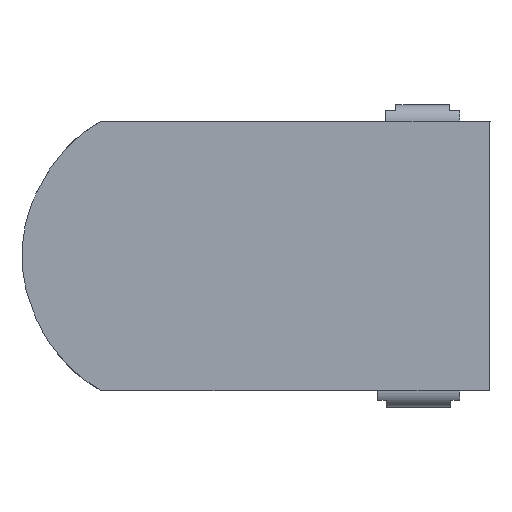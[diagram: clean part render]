
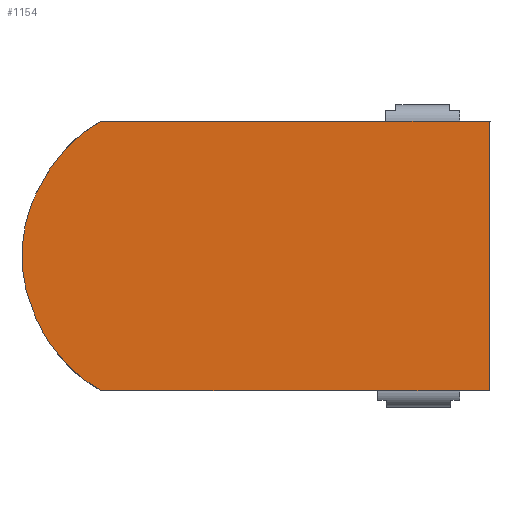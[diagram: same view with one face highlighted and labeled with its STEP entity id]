
A CAD part, left-side view. The second image highlights one B-rep face of the part: STEP entity #1154.
In plain terms, the highlighted planar face has unit normal (-1, 0, 0).
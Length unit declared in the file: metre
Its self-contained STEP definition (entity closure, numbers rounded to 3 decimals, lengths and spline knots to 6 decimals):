
#33=B_SPLINE_CURVE_WITH_KNOTS('',3,(#1762,#1763,#1764,#1765,#1766,#1767),
 .UNSPECIFIED.,.F.,.F.,(4,2,4),(0.624458,0.75,0.831422),
 .UNSPECIFIED.);
#34=B_SPLINE_CURVE_WITH_KNOTS('',3,(#1768,#1769,#1770,#1771,#1772,#1773),
 .UNSPECIFIED.,.F.,.F.,(4,2,4),(0.375542,0.5,0.6129),
 .UNSPECIFIED.);
#35=B_SPLINE_CURVE_WITH_KNOTS('',3,(#1775,#1776,#1777,#1778,#1779,#1780),
 .UNSPECIFIED.,.F.,.F.,(4,2,4),(0.168578,0.25,0.375542),
 .UNSPECIFIED.);
#47=CIRCLE('',#1230,0.020602);
#154=ORIENTED_EDGE('',*,*,#474,.T.);
#155=ORIENTED_EDGE('',*,*,#450,.T.);
#156=ORIENTED_EDGE('',*,*,#475,.F.);
#157=ORIENTED_EDGE('',*,*,#457,.F.);
#158=ORIENTED_EDGE('',*,*,#476,.F.);
#159=ORIENTED_EDGE('',*,*,#477,.F.);
#160=ORIENTED_EDGE('',*,*,#404,.T.);
#161=ORIENTED_EDGE('',*,*,#478,.T.);
#162=ORIENTED_EDGE('',*,*,#479,.T.);
#163=ORIENTED_EDGE('',*,*,#480,.F.);
#164=ORIENTED_EDGE('',*,*,#397,.T.);
#397=EDGE_CURVE('',#567,#566,#674,.T.);
#404=EDGE_CURVE('',#574,#573,#681,.T.);
#450=EDGE_CURVE('',#608,#613,#721,.T.);
#457=EDGE_CURVE('',#619,#620,#47,.T.);
#474=EDGE_CURVE('',#566,#608,#741,.T.);
#475=EDGE_CURVE('',#620,#613,#33,.T.);
#476=EDGE_CURVE('',#630,#619,#34,.T.);
#477=EDGE_CURVE('',#574,#630,#35,.T.);
#478=EDGE_CURVE('',#573,#631,#742,.T.);
#479=EDGE_CURVE('',#631,#632,#743,.T.);
#480=EDGE_CURVE('',#567,#632,#744,.T.);
#566=VERTEX_POINT('',#1589);
#567=VERTEX_POINT('',#1591);
#573=VERTEX_POINT('',#1604);
#574=VERTEX_POINT('',#1606);
#608=VERTEX_POINT('',#1698);
#613=VERTEX_POINT('',#1711);
#619=VERTEX_POINT('',#1726);
#620=VERTEX_POINT('',#1728);
#630=VERTEX_POINT('',#1774);
#631=VERTEX_POINT('',#1782);
#632=VERTEX_POINT('',#1784);
#674=LINE('',#1590,#815);
#681=LINE('',#1605,#822);
#721=LINE('',#1712,#862);
#741=LINE('',#1761,#882);
#742=LINE('',#1781,#883);
#743=LINE('',#1783,#884);
#744=LINE('',#1785,#885);
#815=VECTOR('',#1293,1.);
#822=VECTOR('',#1302,1.);
#862=VECTOR('',#1368,1.);
#882=VECTOR('',#1414,1.);
#883=VECTOR('',#1415,1.);
#884=VECTOR('',#1416,1.);
#885=VECTOR('',#1417,1.);
#973=EDGE_LOOP('',(#154,#155,#156,#157,#158,#159,#160,#161,#162,#163,#164));
#1036=FACE_BOUND('',#973,.T.);
#1097=PLANE('',#1237);
#1154=ADVANCED_FACE('',(#1036),#1097,.T.);
#1230=AXIS2_PLACEMENT_3D('',#1727,#1382,#1383);
#1237=AXIS2_PLACEMENT_3D('',#1760,#1412,#1413);
#1293=DIRECTION('',(0.,1.,0.));
#1302=DIRECTION('',(0.,-1.,0.));
#1368=DIRECTION('',(0.,1.,0.));
#1382=DIRECTION('',(1.,0.,0.));
#1383=DIRECTION('',(0.,0.924,0.382));
#1412=DIRECTION('',(-1.,0.,0.));
#1413=DIRECTION('',(0.,0.,1.));
#1414=DIRECTION('',(0.,1.,0.));
#1415=DIRECTION('',(0.,-1.,0.));
#1416=DIRECTION('',(0.,-1.,0.));
#1417=DIRECTION('',(0.,0.,-1.));
#1589=CARTESIAN_POINT('',(-0.051449,0.12893,0.109081));
#1590=CARTESIAN_POINT('',(-0.051449,0.127196,0.109081));
#1591=CARTESIAN_POINT('',(-0.051449,0.125211,0.109081));
#1604=CARTESIAN_POINT('',(-0.051448,0.13893,0.076171));
#1605=CARTESIAN_POINT('',(-0.051447,0.15563,0.076171));
#1606=CARTESIAN_POINT('',(-0.051447,0.17258,0.076171));
#1698=CARTESIAN_POINT('',(-0.051448,0.13793,0.109081));
#1711=CARTESIAN_POINT('',(-0.051447,0.17258,0.109081));
#1712=CARTESIAN_POINT('',(-0.051447,0.15513,0.109081));
#1726=CARTESIAN_POINT('',(-0.051446,0.180895,0.099541));
#1727=CARTESIAN_POINT('',(-0.051447,0.161855,0.091674));
#1728=CARTESIAN_POINT('',(-0.051446,0.180606,0.100207));
#1760=CARTESIAN_POINT('',(-0.051448,0.146908,0.092626));
#1761=CARTESIAN_POINT('',(-0.051447,0.15513,0.109081));
#1762=CARTESIAN_POINT('',(-0.051446,0.180606,0.100207));
#1763=CARTESIAN_POINT('',(-0.051446,0.179517,0.1026));
#1764=CARTESIAN_POINT('',(-0.051446,0.177986,0.104756));
#1765=CARTESIAN_POINT('',(-0.051446,0.175093,0.107527));
#1766=CARTESIAN_POINT('',(-0.051447,0.173866,0.1084));
#1767=CARTESIAN_POINT('',(-0.051447,0.17258,0.109081));
#1768=CARTESIAN_POINT('',(-0.051446,0.180606,0.085044));
#1769=CARTESIAN_POINT('',(-0.051446,0.181685,0.087416));
#1770=CARTESIAN_POINT('',(-0.051446,0.182331,0.090021));
#1771=CARTESIAN_POINT('',(-0.051446,0.182331,0.094989));
#1772=CARTESIAN_POINT('',(-0.051446,0.1818,0.097352));
#1773=CARTESIAN_POINT('',(-0.051446,0.180895,0.099541));
#1774=CARTESIAN_POINT('',(-0.051446,0.180606,0.085044));
#1775=CARTESIAN_POINT('',(-0.051447,0.17258,0.076171));
#1776=CARTESIAN_POINT('',(-0.051447,0.173866,0.076852));
#1777=CARTESIAN_POINT('',(-0.051446,0.175093,0.077724));
#1778=CARTESIAN_POINT('',(-0.051446,0.177986,0.080495));
#1779=CARTESIAN_POINT('',(-0.051446,0.179517,0.082651));
#1780=CARTESIAN_POINT('',(-0.051446,0.180606,0.085044));
#1781=CARTESIAN_POINT('',(-0.051449,0.130002,0.076171));
#1782=CARTESIAN_POINT('',(-0.051449,0.12893,0.076171));
#1783=CARTESIAN_POINT('',(-0.051449,0.127196,0.076171));
#1784=CARTESIAN_POINT('',(-0.051449,0.125211,0.076171));
#1785=CARTESIAN_POINT('',(-0.051449,0.125211,0.081898));
